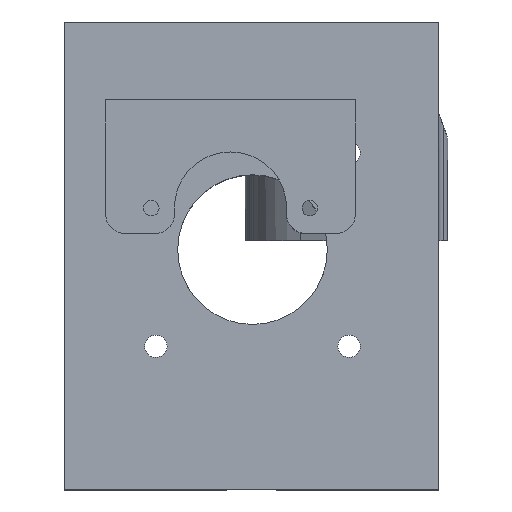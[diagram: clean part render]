
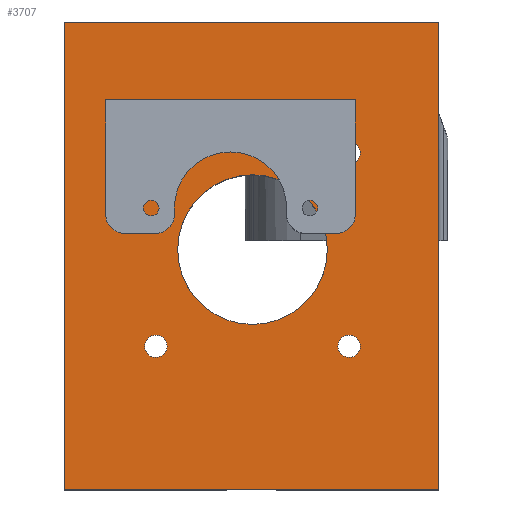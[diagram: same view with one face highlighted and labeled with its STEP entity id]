
A CAD part, top view. The second image highlights one B-rep face of the part: STEP entity #3707.
In plain terms, the highlighted face is planar.
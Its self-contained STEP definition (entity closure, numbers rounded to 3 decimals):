
#41 = ORIENTED_EDGE ( 'NONE', *, *, #2634, .T. ) ;
#51 = CIRCLE ( 'NONE', #4529, 1.8 ) ;
#155 = CARTESIAN_POINT ( 'NONE',  ( 67., 0., 75. ) ) ;
#169 = VERTEX_POINT ( 'NONE', #2760 ) ;
#220 = PLANE ( 'NONE',  #2934 ) ;
#237 = CIRCLE ( 'NONE', #1732, 1.8 ) ;
#320 = CIRCLE ( 'NONE', #4171, 1.8 ) ;
#387 = CARTESIAN_POINT ( 'NONE',  ( 16.468, 0., 20.999 ) ) ;
#397 = VERTEX_POINT ( 'NONE', #4718 ) ;
#438 = CARTESIAN_POINT ( 'NONE',  ( 14.668, 0., 20.999 ) ) ;
#484 = DIRECTION ( 'NONE',  ( 0., -1., 0. ) ) ;
#528 = ORIENTED_EDGE ( 'NONE', *, *, #4971, .T. ) ;
#583 = FACE_BOUND ( 'NONE', #2312, .T. ) ;
#605 = AXIS2_PLACEMENT_3D ( 'NONE', #438, #2462, #3294 ) ;
#662 = CARTESIAN_POINT ( 'NONE',  ( 0., 0., 0. ) ) ;
#730 = DIRECTION ( 'NONE',  ( 1., 0., 0. ) ) ;
#779 = FACE_OUTER_BOUND ( 'NONE', #2798, .T. ) ;
#861 = DIRECTION ( 'NONE',  ( 0., 1., 0. ) ) ;
#870 = VERTEX_POINT ( 'NONE', #2494 ) ;
#881 = DIRECTION ( 'NONE',  ( -1., 0., 0. ) ) ;
#896 = EDGE_LOOP ( 'NONE', ( #41, #1811 ) ) ;
#897 = FACE_BOUND ( 'NONE', #2147, .T. ) ;
#936 = ORIENTED_EDGE ( 'NONE', *, *, #2315, .T. ) ;
#951 = CIRCLE ( 'NONE', #4803, 1.8 ) ;
#1015 = DIRECTION ( 'NONE',  ( 0., 0., -1. ) ) ;
#1036 = EDGE_CURVE ( 'NONE', #870, #4966, #4495, .T. ) ;
#1073 = EDGE_CURVE ( 'NONE', #5105, #1681, #3441, .T. ) ;
#1089 = FACE_BOUND ( 'NONE', #3989, .T. ) ;
#1127 = LINE ( 'NONE', #4666, #4869 ) ;
#1138 = CARTESIAN_POINT ( 'NONE',  ( 14.668, 0., 51.999 ) ) ;
#1177 = EDGE_CURVE ( 'NONE', #1378, #3549, #4312, .T. ) ;
#1378 = VERTEX_POINT ( 'NONE', #3917 ) ;
#1381 = DIRECTION ( 'NONE',  ( 1., 0., 0. ) ) ;
#1400 = DIRECTION ( 'NONE',  ( 0., -1., 0. ) ) ;
#1426 = DIRECTION ( 'NONE',  ( 0., -1., 0. ) ) ;
#1636 = ORIENTED_EDGE ( 'NONE', *, *, #1177, .F. ) ;
#1642 = ORIENTED_EDGE ( 'NONE', *, *, #4737, .F. ) ;
#1681 = VERTEX_POINT ( 'NONE', #3407 ) ;
#1688 = DIRECTION ( 'NONE',  ( -1., 0., 0. ) ) ;
#1732 = AXIS2_PLACEMENT_3D ( 'NONE', #3843, #1400, #1809 ) ;
#1774 = VECTOR ( 'NONE', #4270, 1000. ) ;
#1809 = DIRECTION ( 'NONE',  ( 1., 0., 0. ) ) ;
#1811 = ORIENTED_EDGE ( 'NONE', *, *, #2254, .T. ) ;
#1832 = DIRECTION ( 'NONE',  ( -1., 0., 0. ) ) ;
#1891 = CARTESIAN_POINT ( 'NONE',  ( 30.168, 0., 36.499 ) ) ;
#1929 = VERTEX_POINT ( 'NONE', #1998 ) ;
#1988 = ORIENTED_EDGE ( 'NONE', *, *, #4279, .T. ) ;
#1998 = CARTESIAN_POINT ( 'NONE',  ( 47.468, 0., 20.999 ) ) ;
#2093 = EDGE_CURVE ( 'NONE', #3549, #1378, #4295, .T. ) ;
#2116 = CARTESIAN_POINT ( 'NONE',  ( 30.168, 0., 36.499 ) ) ;
#2147 = EDGE_LOOP ( 'NONE', ( #528, #936 ) ) ;
#2158 = DIRECTION ( 'NONE',  ( 1., 0., 0. ) ) ;
#2166 = ORIENTED_EDGE ( 'NONE', *, *, #2093, .F. ) ;
#2177 = VERTEX_POINT ( 'NONE', #4524 ) ;
#2201 = DIRECTION ( 'NONE',  ( 1., 0., 0. ) ) ;
#2223 = ORIENTED_EDGE ( 'NONE', *, *, #1036, .T. ) ;
#2254 = EDGE_CURVE ( 'NONE', #169, #397, #51, .T. ) ;
#2265 = DIRECTION ( 'NONE',  ( 0., -1., 0. ) ) ;
#2274 = CIRCLE ( 'NONE', #5097, 1.8 ) ;
#2280 = DIRECTION ( 'NONE',  ( 1., 0., 0. ) ) ;
#2294 = EDGE_CURVE ( 'NONE', #1929, #2917, #2274, .T. ) ;
#2312 = EDGE_LOOP ( 'NONE', ( #4214, #4996 ) ) ;
#2315 = EDGE_CURVE ( 'NONE', #2177, #3957, #237, .T. ) ;
#2394 = CARTESIAN_POINT ( 'NONE',  ( 16.468, 0., 51.999 ) ) ;
#2462 = DIRECTION ( 'NONE',  ( 0., -1., 0. ) ) ;
#2494 = CARTESIAN_POINT ( 'NONE',  ( 60., 0., 0. ) ) ;
#2627 = CARTESIAN_POINT ( 'NONE',  ( 60., 0., 75. ) ) ;
#2634 = EDGE_CURVE ( 'NONE', #397, #169, #3623, .T. ) ;
#2638 = AXIS2_PLACEMENT_3D ( 'NONE', #2116, #861, #881 ) ;
#2667 = DIRECTION ( 'NONE',  ( 0., 0., 1. ) ) ;
#2724 = LINE ( 'NONE', #4338, #1774 ) ;
#2725 = EDGE_CURVE ( 'NONE', #870, #3031, #1127, .T. ) ;
#2760 = CARTESIAN_POINT ( 'NONE',  ( 43.868, 0., 51.999 ) ) ;
#2788 = CARTESIAN_POINT ( 'NONE',  ( 60., 0., 0. ) ) ;
#2798 = EDGE_LOOP ( 'NONE', ( #3340, #1642, #4033, #2223 ) ) ;
#2848 = CARTESIAN_POINT ( 'NONE',  ( 0., 0., 75. ) ) ;
#2917 = VERTEX_POINT ( 'NONE', #4341 ) ;
#2934 = AXIS2_PLACEMENT_3D ( 'NONE', #155, #1426, #1015 ) ;
#3011 = DIRECTION ( 'NONE',  ( -1., 0., 0. ) ) ;
#3012 = VERTEX_POINT ( 'NONE', #2848 ) ;
#3031 = VERTEX_POINT ( 'NONE', #3212 ) ;
#3205 = DIRECTION ( 'NONE',  ( 0., -1., 0. ) ) ;
#3212 = CARTESIAN_POINT ( 'NONE',  ( 60., 0., 75. ) ) ;
#3294 = DIRECTION ( 'NONE',  ( 1., 0., 0. ) ) ;
#3316 = VECTOR ( 'NONE', #3011, 1000. ) ;
#3340 = ORIENTED_EDGE ( 'NONE', *, *, #4926, .T. ) ;
#3371 = AXIS2_PLACEMENT_3D ( 'NONE', #1891, #4001, #1688 ) ;
#3400 = DIRECTION ( 'NONE',  ( 0., -1., 0. ) ) ;
#3407 = CARTESIAN_POINT ( 'NONE',  ( 12.868, 0., 20.999 ) ) ;
#3441 = CIRCLE ( 'NONE', #605, 1.8 ) ;
#3469 = CARTESIAN_POINT ( 'NONE',  ( 45.668, 0., 51.999 ) ) ;
#3516 = FACE_BOUND ( 'NONE', #4822, .T. ) ;
#3549 = VERTEX_POINT ( 'NONE', #4178 ) ;
#3584 = FACE_BOUND ( 'NONE', #896, .T. ) ;
#3623 = CIRCLE ( 'NONE', #4934, 1.8 ) ;
#3707 = ADVANCED_FACE ( 'NONE', ( #1089, #3516, #583, #3584, #897, #779 ), #220, .F. ) ;
#3790 = EDGE_CURVE ( 'NONE', #2917, #1929, #320, .T. ) ;
#3807 = CARTESIAN_POINT ( 'NONE',  ( 45.668, 0., 20.999 ) ) ;
#3843 = CARTESIAN_POINT ( 'NONE',  ( 14.668, 0., 51.999 ) ) ;
#3859 = DIRECTION ( 'NONE',  ( 0., -1., 0. ) ) ;
#3917 = CARTESIAN_POINT ( 'NONE',  ( 42.168, 0., 36.499 ) ) ;
#3957 = VERTEX_POINT ( 'NONE', #2394 ) ;
#3989 = EDGE_LOOP ( 'NONE', ( #2166, #1636 ) ) ;
#4001 = DIRECTION ( 'NONE',  ( 0., 1., 0. ) ) ;
#4033 = ORIENTED_EDGE ( 'NONE', *, *, #2725, .F. ) ;
#4171 = AXIS2_PLACEMENT_3D ( 'NONE', #4621, #3859, #2201 ) ;
#4178 = CARTESIAN_POINT ( 'NONE',  ( 18.168, 0., 36.499 ) ) ;
#4214 = ORIENTED_EDGE ( 'NONE', *, *, #2294, .T. ) ;
#4225 = CARTESIAN_POINT ( 'NONE',  ( 14.668, 0., 20.999 ) ) ;
#4270 = DIRECTION ( 'NONE',  ( 0., 0., 1. ) ) ;
#4279 = EDGE_CURVE ( 'NONE', #1681, #5105, #4903, .T. ) ;
#4295 = CIRCLE ( 'NONE', #2638, 12. ) ;
#4312 = CIRCLE ( 'NONE', #3371, 12. ) ;
#4338 = CARTESIAN_POINT ( 'NONE',  ( 0., 0., 75. ) ) ;
#4341 = CARTESIAN_POINT ( 'NONE',  ( 43.868, 0., 20.999 ) ) ;
#4495 = LINE ( 'NONE', #2788, #3316 ) ;
#4524 = CARTESIAN_POINT ( 'NONE',  ( 12.868, 0., 51.999 ) ) ;
#4529 = AXIS2_PLACEMENT_3D ( 'NONE', #3469, #3400, #1381 ) ;
#4582 = AXIS2_PLACEMENT_3D ( 'NONE', #4225, #2265, #2280 ) ;
#4621 = CARTESIAN_POINT ( 'NONE',  ( 45.668, 0., 20.999 ) ) ;
#4658 = DIRECTION ( 'NONE',  ( 1., 0., 0. ) ) ;
#4666 = CARTESIAN_POINT ( 'NONE',  ( 60., 0., 75. ) ) ;
#4718 = CARTESIAN_POINT ( 'NONE',  ( 47.468, 0., 51.999 ) ) ;
#4737 = EDGE_CURVE ( 'NONE', #3031, #3012, #5079, .T. ) ;
#4803 = AXIS2_PLACEMENT_3D ( 'NONE', #1138, #3205, #730 ) ;
#4822 = EDGE_LOOP ( 'NONE', ( #4957, #1988 ) ) ;
#4869 = VECTOR ( 'NONE', #2667, 1000. ) ;
#4897 = VECTOR ( 'NONE', #1832, 1000. ) ;
#4903 = CIRCLE ( 'NONE', #4582, 1.8 ) ;
#4926 = EDGE_CURVE ( 'NONE', #4966, #3012, #2724, .T. ) ;
#4934 = AXIS2_PLACEMENT_3D ( 'NONE', #4979, #484, #2158 ) ;
#4957 = ORIENTED_EDGE ( 'NONE', *, *, #1073, .T. ) ;
#4966 = VERTEX_POINT ( 'NONE', #662 ) ;
#4971 = EDGE_CURVE ( 'NONE', #3957, #2177, #951, .T. ) ;
#4979 = CARTESIAN_POINT ( 'NONE',  ( 45.668, 0., 51.999 ) ) ;
#4996 = ORIENTED_EDGE ( 'NONE', *, *, #3790, .T. ) ;
#5021 = DIRECTION ( 'NONE',  ( 0., -1., 0. ) ) ;
#5079 = LINE ( 'NONE', #2627, #4897 ) ;
#5097 = AXIS2_PLACEMENT_3D ( 'NONE', #3807, #5021, #4658 ) ;
#5105 = VERTEX_POINT ( 'NONE', #387 ) ;
